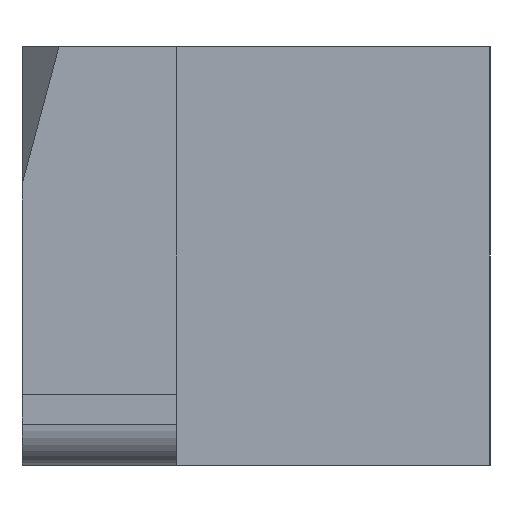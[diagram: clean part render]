
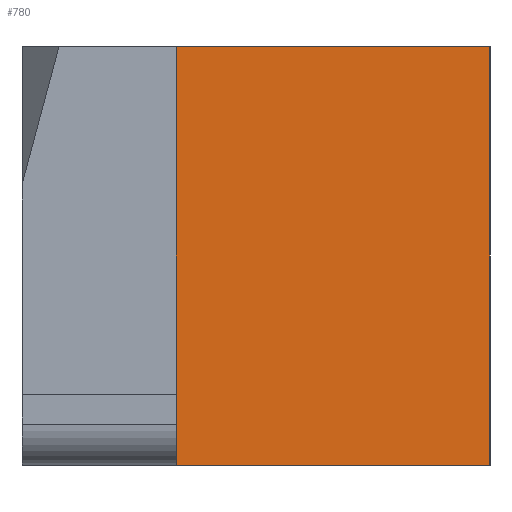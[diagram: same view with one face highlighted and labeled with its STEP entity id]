
A CAD part, left-side view. The second image highlights one B-rep face of the part: STEP entity #780.
In plain terms, the highlighted planar face has unit normal (-1, 0, 0).
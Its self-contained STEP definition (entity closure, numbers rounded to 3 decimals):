
#61=LINE('',#1262,#114);
#65=LINE('',#1282,#118);
#67=LINE('',#1290,#120);
#70=LINE('',#1297,#123);
#114=VECTOR('',#991,1000.);
#118=VECTOR('',#1009,1000.);
#120=VECTOR('',#1017,1000.);
#123=VECTOR('',#1024,1000.);
#145=PLANE('',#862);
#243=ORIENTED_EDGE('',*,*,#407,.T.);
#244=ORIENTED_EDGE('',*,*,#415,.F.);
#245=ORIENTED_EDGE('',*,*,#397,.F.);
#246=ORIENTED_EDGE('',*,*,#411,.T.);
#397=EDGE_CURVE('',#485,#486,#61,.T.);
#407=EDGE_CURVE('',#495,#494,#65,.T.);
#411=EDGE_CURVE('',#485,#495,#67,.T.);
#415=EDGE_CURVE('',#486,#494,#70,.T.);
#485=VERTEX_POINT('',#1261);
#486=VERTEX_POINT('',#1263);
#494=VERTEX_POINT('',#1281);
#495=VERTEX_POINT('',#1283);
#591=EDGE_LOOP('',(#243,#244,#245,#246));
#684=FACE_BOUND('',#591,.T.);
#780=ADVANCED_FACE('',(#684),#145,.F.);
#862=AXIS2_PLACEMENT_3D('',#1296,#1022,#1023);
#991=DIRECTION('',(0.,-1.,0.));
#1009=DIRECTION('',(0.,-1.,0.));
#1017=DIRECTION('',(0.,0.,-1.));
#1022=DIRECTION('',(1.,0.,0.));
#1023=DIRECTION('',(0.,0.,-1.));
#1024=DIRECTION('',(0.,0.,-1.));
#1261=CARTESIAN_POINT('',(0.,21.,14.));
#1262=CARTESIAN_POINT('',(0.,21.,14.));
#1263=CARTESIAN_POINT('',(0.,0.,14.));
#1281=CARTESIAN_POINT('',(0.,0.,-14.));
#1282=CARTESIAN_POINT('',(0.,21.,-14.));
#1283=CARTESIAN_POINT('',(0.,21.,-14.));
#1290=CARTESIAN_POINT('',(0.,21.,14.));
#1296=CARTESIAN_POINT('',(0.,21.,14.));
#1297=CARTESIAN_POINT('',(0.,0.,14.));
